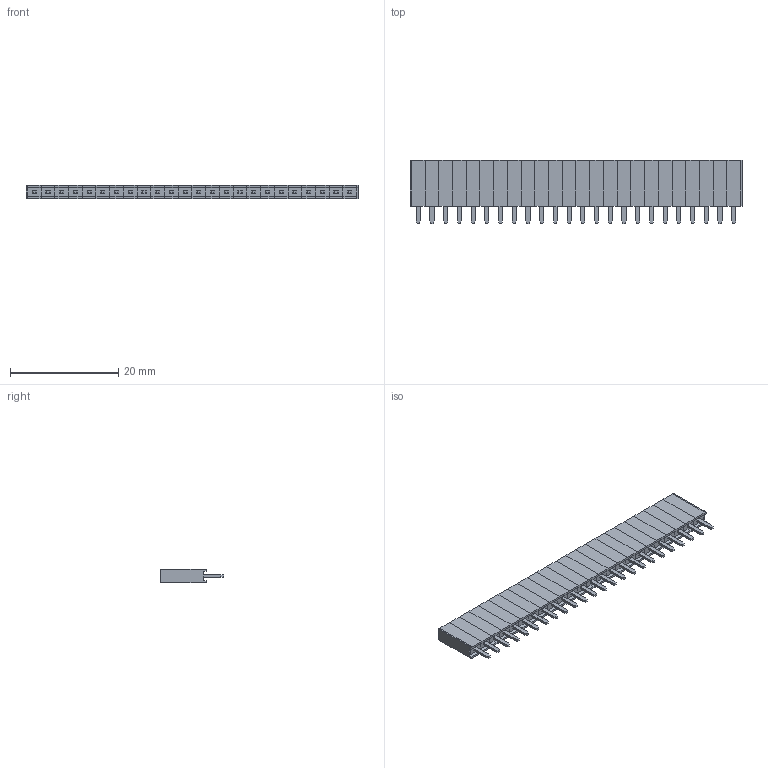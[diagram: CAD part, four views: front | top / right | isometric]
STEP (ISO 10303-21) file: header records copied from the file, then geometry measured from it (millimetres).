
FILE_DESCRIPTION (( 'STEP AP214' ), '1' );
FILE_NAME ('NPTC241LFBN-RC.STEP', '2024-10-30T12:18:24', ( '' ), ( '' ), 'SwSTEP 2.0', 'SolidWorks 2021', '' );
FILE_SCHEMA (( 'AUTOMOTIVE_DESIGN' ));
Length unit declared in the file: millimetre
Products named in the file (3): PPPC021LFBN-RC_C24; NPTC241LFBN-RC; Pin - Tin
Assembly tree (25 placements, depth 2):
  NPTC241LFBN-RC
    PPPC021LFBN-RC_C24
    Pin - Tin  x24
Bounding box: 61.47 x 11.71 x 2.54 mm (x, y, z)
Volume: 1276.1 mm3; surface area: 2783.8 mm2
Topology: 50 solids, 50 shells, 668 faces, 1536 edges, 992 vertices
Faces by surface type: plane 668
Entity records: 13837 total; most frequent: CARTESIAN_POINT 2350, ORIENTED_EDGE 2244, DIRECTION 2146, EDGE_CURVE 1122, VECTOR 1122, LINE 1122, VERTEX_POINT 716, AXIS2_PLACEMENT_3D 512
